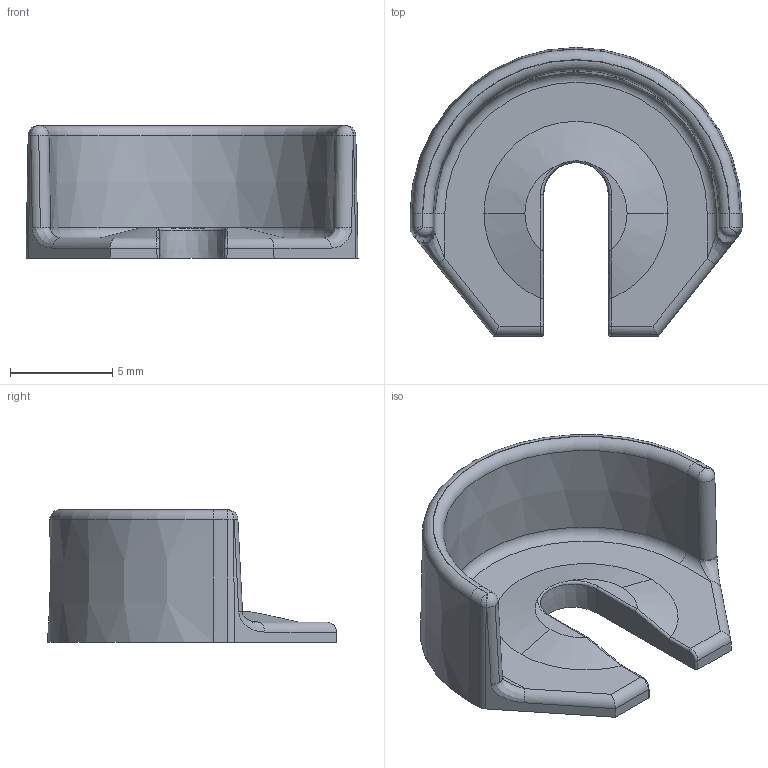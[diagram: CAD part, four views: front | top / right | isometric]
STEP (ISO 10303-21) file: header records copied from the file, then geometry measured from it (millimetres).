
FILE_DESCRIPTION (( 'STEP AP203' ), '1' );
FILE_NAME ('REV-41-1512.STEP', '2017-08-06T05:18:54', ( '' ), ( '' ), 'SwSTEP 2.0', 'SolidWorks 2016', '' );
FILE_SCHEMA (( 'CONFIG_CONTROL_DESIGN' ));
Length unit declared in the file: millimetre
Products named in the file (1): REV-41-1512
Bounding box: 16.23 x 14.13 x 6.5 mm (x, y, z)
Volume: 318.6 mm3; surface area: 647.3 mm2
Topology: 1 solids, 1 shells, 58 faces, 138 edges, 82 vertices
Faces by surface type: cylinder 23, plane 15, cone 6, bspline 6, torus 4, sphere 4
Entity records: 1956 total; most frequent: CARTESIAN_POINT 600, ORIENTED_EDGE 276, DIRECTION 265, EDGE_CURVE 138, AXIS2_PLACEMENT_3D 101, VERTEX_POINT 82, VECTOR 63, LINE 63
